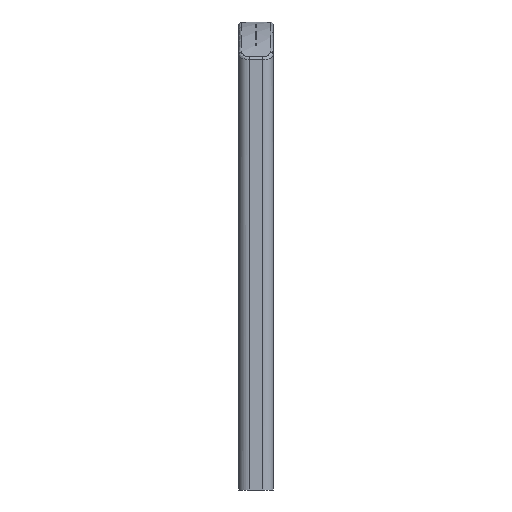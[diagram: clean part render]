
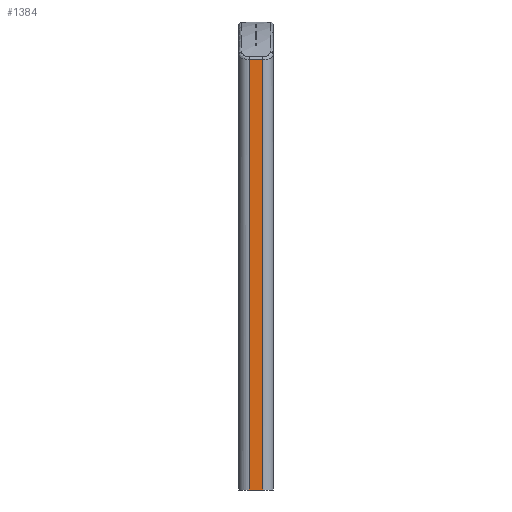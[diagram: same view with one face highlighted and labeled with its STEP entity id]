
A CAD part, left-side view. The second image highlights one B-rep face of the part: STEP entity #1384.
In plain terms, the highlighted planar face has unit normal (-1, 0, 0).
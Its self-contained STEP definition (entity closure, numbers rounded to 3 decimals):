
#107 = VECTOR ( 'NONE', #1149, 1000. ) ;
#138 = VECTOR ( 'NONE', #1576, 1000. ) ;
#142 = CARTESIAN_POINT ( 'NONE',  ( -11., -1.9, 8. ) ) ;
#149 = LINE ( 'NONE', #775, #860 ) ;
#185 = VERTEX_POINT ( 'NONE', #1276 ) ;
#356 = CARTESIAN_POINT ( 'NONE',  ( -11., -1.9, 24.541 ) ) ;
#374 = LINE ( 'NONE', #512, #138 ) ;
#396 = CARTESIAN_POINT ( 'NONE',  ( -11., -0.7, 8. ) ) ;
#452 = VERTEX_POINT ( 'NONE', #1064 ) ;
#506 = EDGE_CURVE ( 'NONE', #185, #452, #149, .T. ) ;
#512 = CARTESIAN_POINT ( 'NONE',  ( -11., -1.9, 8. ) ) ;
#533 = DIRECTION ( 'NONE',  ( -1., 0., 0. ) ) ;
#561 = CARTESIAN_POINT ( 'NONE',  ( -11., -1.9, 24.541 ) ) ;
#623 = LINE ( 'NONE', #356, #107 ) ;
#675 = DIRECTION ( 'NONE',  ( 0., -1., 0. ) ) ;
#775 = CARTESIAN_POINT ( 'NONE',  ( -11., -1.9, -15. ) ) ;
#797 = ORIENTED_EDGE ( 'NONE', *, *, #1252, .T. ) ;
#805 = FACE_OUTER_BOUND ( 'NONE', #1188, .T. ) ;
#808 = AXIS2_PLACEMENT_3D ( 'NONE', #142, #533, #675 ) ;
#821 = CARTESIAN_POINT ( 'NONE',  ( -11., -0.7, 24.541 ) ) ;
#860 = VECTOR ( 'NONE', #1583, 1000. ) ;
#922 = DIRECTION ( 'NONE',  ( 0., 0., -1. ) ) ;
#989 = EDGE_CURVE ( 'NONE', #1585, #1458, #623, .T. ) ;
#1064 = CARTESIAN_POINT ( 'NONE',  ( -11., -1.9, -15. ) ) ;
#1077 = VECTOR ( 'NONE', #922, 1000. ) ;
#1085 = ORIENTED_EDGE ( 'NONE', *, *, #1117, .F. ) ;
#1117 = EDGE_CURVE ( 'NONE', #1585, #452, #374, .T. ) ;
#1149 = DIRECTION ( 'NONE',  ( 0., 1., 0. ) ) ;
#1188 = EDGE_LOOP ( 'NONE', ( #797, #1726, #1085, #1399 ) ) ;
#1252 = EDGE_CURVE ( 'NONE', #1458, #185, #1594, .T. ) ;
#1276 = CARTESIAN_POINT ( 'NONE',  ( -11., -0.7, -15. ) ) ;
#1330 = PLANE ( 'NONE',  #808 ) ;
#1384 = ADVANCED_FACE ( 'NONE', ( #805 ), #1330, .T. ) ;
#1399 = ORIENTED_EDGE ( 'NONE', *, *, #989, .T. ) ;
#1458 = VERTEX_POINT ( 'NONE', #821 ) ;
#1576 = DIRECTION ( 'NONE',  ( 0., 0., -1. ) ) ;
#1583 = DIRECTION ( 'NONE',  ( 0., -1., 0. ) ) ;
#1585 = VERTEX_POINT ( 'NONE', #561 ) ;
#1594 = LINE ( 'NONE', #396, #1077 ) ;
#1726 = ORIENTED_EDGE ( 'NONE', *, *, #506, .T. ) ;
